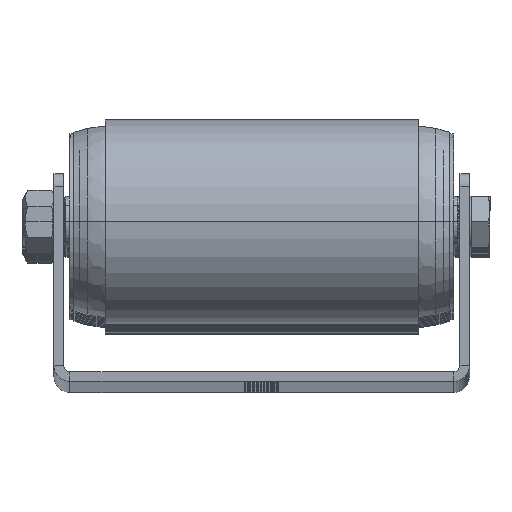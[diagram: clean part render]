
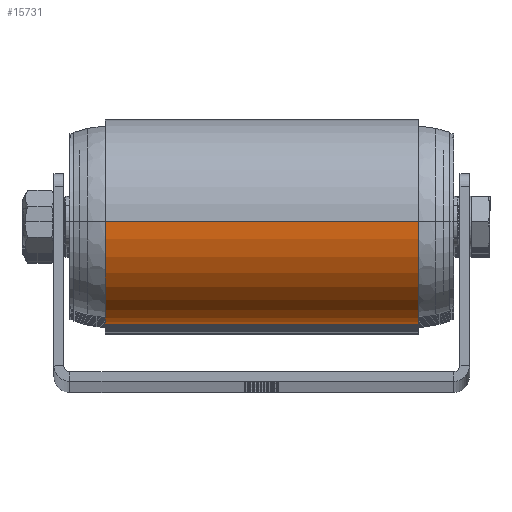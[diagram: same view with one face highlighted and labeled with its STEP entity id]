
A CAD part, top view. The second image highlights one B-rep face of the part: STEP entity #15731.
In plain terms, the highlighted cylindrical face has radius 32 mm (diameter 64 mm), a partial arc.
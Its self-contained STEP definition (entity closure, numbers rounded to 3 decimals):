
#829 = AXIS2_PLACEMENT_3D ( 'NONE', #5211, #3861, #10970 ) ;
#880 = ORIENTED_EDGE ( 'NONE', *, *, #10033, .T. ) ;
#938 = LINE ( 'NONE', #8316, #4652 ) ;
#961 = CARTESIAN_POINT ( 'NONE',  ( -98.642, 14.258, 32. ) ) ;
#1334 = DIRECTION ( 'NONE',  ( 1., 0., 0. ) ) ;
#3813 = CARTESIAN_POINT ( 'NONE',  ( -98.642, 14.258, -32. ) ) ;
#3861 = DIRECTION ( 'NONE',  ( -1., 0., 0. ) ) ;
#4154 = VERTEX_POINT ( 'NONE', #4817 ) ;
#4230 = CIRCLE ( 'NONE', #829, 32. ) ;
#4652 = VECTOR ( 'NONE', #16285, 1000. ) ;
#4817 = CARTESIAN_POINT ( 'NONE',  ( -0.642, 14.258, 32. ) ) ;
#5211 = CARTESIAN_POINT ( 'NONE',  ( -0.642, 14.258, 0. ) ) ;
#5288 = DIRECTION ( 'NONE',  ( 0., 0., -1. ) ) ;
#5422 = DIRECTION ( 'NONE',  ( -1., 0., 0. ) ) ;
#7803 = CYLINDRICAL_SURFACE ( 'NONE', #17427, 32. ) ;
#7933 = CARTESIAN_POINT ( 'NONE',  ( -0.642, 14.258, -32. ) ) ;
#8316 = CARTESIAN_POINT ( 'NONE',  ( -98.642, 14.258, -32. ) ) ;
#8534 = EDGE_CURVE ( 'NONE', #9516, #4154, #18917, .T. ) ;
#9516 = VERTEX_POINT ( 'NONE', #15266 ) ;
#9938 = CIRCLE ( 'NONE', #10867, 32. ) ;
#10033 = EDGE_CURVE ( 'NONE', #11231, #4154, #4230, .T. ) ;
#10867 = AXIS2_PLACEMENT_3D ( 'NONE', #14443, #5422, #12624 ) ;
#10970 = DIRECTION ( 'NONE',  ( 0., 0., 1. ) ) ;
#11032 = DIRECTION ( 'NONE',  ( 1., 0., 0. ) ) ;
#11231 = VERTEX_POINT ( 'NONE', #7933 ) ;
#12624 = DIRECTION ( 'NONE',  ( 0., 0., 1. ) ) ;
#13168 = ORIENTED_EDGE ( 'NONE', *, *, #8534, .F. ) ;
#13213 = ORIENTED_EDGE ( 'NONE', *, *, #14617, .F. ) ;
#13753 = CARTESIAN_POINT ( 'NONE',  ( -98.642, 14.258, 0. ) ) ;
#14282 = VERTEX_POINT ( 'NONE', #3813 ) ;
#14443 = CARTESIAN_POINT ( 'NONE',  ( -98.642, 14.258, 0. ) ) ;
#14617 = EDGE_CURVE ( 'NONE', #14282, #9516, #9938, .T. ) ;
#14773 = EDGE_CURVE ( 'NONE', #14282, #11231, #938, .T. ) ;
#15266 = CARTESIAN_POINT ( 'NONE',  ( -98.642, 14.258, 32. ) ) ;
#15731 = ADVANCED_FACE ( 'NONE', ( #16849 ), #7803, .T. ) ;
#16262 = EDGE_LOOP ( 'NONE', ( #13168, #13213, #18996, #880 ) ) ;
#16285 = DIRECTION ( 'NONE',  ( 1., 0., 0. ) ) ;
#16849 = FACE_OUTER_BOUND ( 'NONE', #16262, .T. ) ;
#17427 = AXIS2_PLACEMENT_3D ( 'NONE', #13753, #11032, #5288 ) ;
#18917 = LINE ( 'NONE', #961, #19177 ) ;
#18996 = ORIENTED_EDGE ( 'NONE', *, *, #14773, .T. ) ;
#19177 = VECTOR ( 'NONE', #1334, 1000. ) ;
